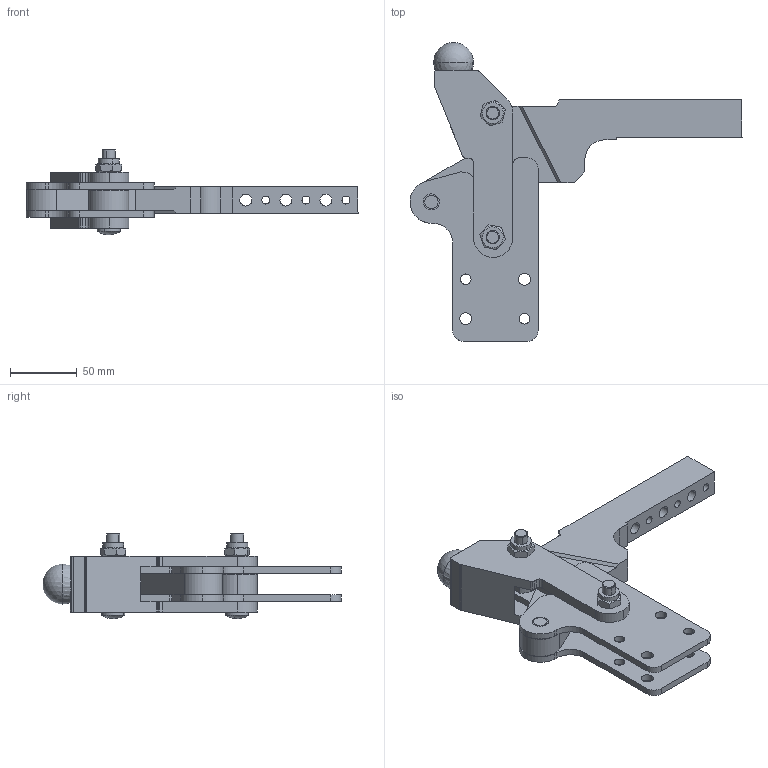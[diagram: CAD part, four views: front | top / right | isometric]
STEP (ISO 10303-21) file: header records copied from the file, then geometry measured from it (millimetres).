
FILE_DESCRIPTION((''),'2;1');
FILE_NAME('M30-01-136.stp','2007-02-28T14:35:52',('matthew'),(''),'Autodesk Inventor 8','Autodesk Inventor 8','');
FILE_SCHEMA(('AUTOMOTIVE_DESIGN { 1 0 10303 214 1 1 1 1 }'));
Length unit declared in the file: millimetre
Products named in the file (13): M30-01-136; M30-01-1361; M30-01-1362; M30-01-1363; M30-01-1364; M30-01-1365; M30-01-1366; M30-01-1367; M30-01-1368; M30-01-1369; M30-01-13610; M30-01-13611; M30-01-13612
Assembly tree (12 placements, depth 2):
  M30-01-136
    M30-01-1361
    M30-01-1362
    M30-01-1363
    M30-01-1364
    M30-01-1365
    M30-01-1366
    M30-01-1367
    M30-01-1368
    M30-01-1369
    M30-01-13610
    M30-01-13611
    M30-01-13612
Bounding box: 248.74 x 223.89 x 63.95 mm (x, y, z)
Volume: 398594.4 mm3; surface area: 126973.9 mm2
Topology: 12 solids, 12 shells, 265 faces, 686 edges, 446 vertices
Faces by surface type: cylinder 117, plane 92, bspline 26, cone 24, sphere 6
Entity records: 8949 total; most frequent: CARTESIAN_POINT 1920, DIRECTION 1502, ORIENTED_EDGE 1362, EDGE_CURVE 681, AXIS2_PLACEMENT_3D 582, VERTEX_POINT 445, VECTOR 338, LINE 338
